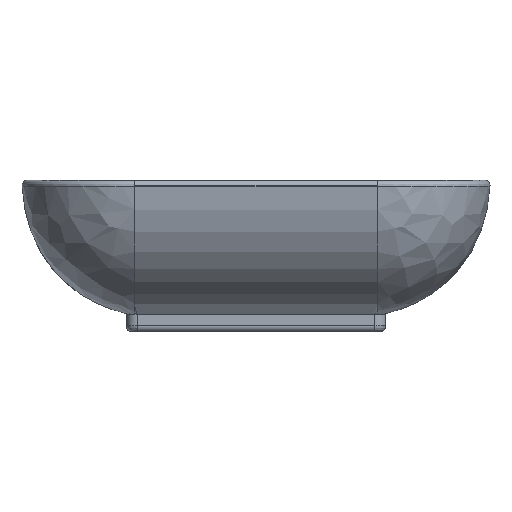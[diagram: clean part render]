
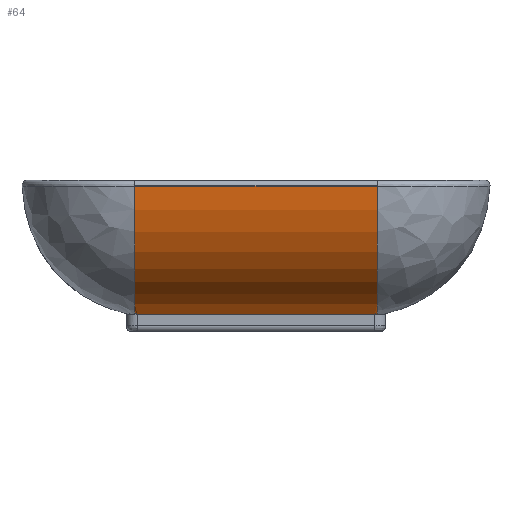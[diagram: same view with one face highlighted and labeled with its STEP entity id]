
A CAD part, left-side view. The second image highlights one B-rep face of the part: STEP entity #64.
In plain terms, the highlighted free-form (B-spline) face has degree [1, 3] with [2, 4] control points.
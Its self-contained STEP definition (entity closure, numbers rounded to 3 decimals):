
#64=ADVANCED_FACE('',(#239),#2508,.T.);
#239=FACE_OUTER_BOUND('',#414,.T.);
#414=EDGE_LOOP('',(#733,#734,#735,#736,#737,#738));
#733=ORIENTED_EDGE('',*,*,#1519,.F.);
#734=ORIENTED_EDGE('',*,*,#1511,.T.);
#735=ORIENTED_EDGE('',*,*,#1494,.T.);
#736=ORIENTED_EDGE('',*,*,#1520,.F.);
#737=ORIENTED_EDGE('',*,*,#1515,.T.);
#738=ORIENTED_EDGE('',*,*,#1518,.F.);
#1494=EDGE_CURVE('',#2313,#2314,#1836,.T.);
#1511=EDGE_CURVE('',#2330,#2313,#1851,.T.);
#1515=EDGE_CURVE('',#2331,#2332,#1853,.T.);
#1518=EDGE_CURVE('',#2334,#2332,#1856,.T.);
#1519=EDGE_CURVE('',#2330,#2334,#1857,.T.);
#1520=EDGE_CURVE('',#2331,#2314,#1858,.T.);
#1836=B_SPLINE_CURVE_WITH_KNOTS('',1,(#14770,#14771),.UNSPECIFIED.,.F.,
 .F.,(2,2),(-2.5,0.),.UNSPECIFIED.);
#1851=B_SPLINE_CURVE_WITH_KNOTS('',3,(#14885,#14886,#14887,#14888),
 .UNSPECIFIED.,.F.,.F.,(4,4),(-168.583,0.),.UNSPECIFIED.);
#1853=B_SPLINE_CURVE_WITH_KNOTS('',1,(#14899,#14900),.UNSPECIFIED.,.F.,
 .F.,(2,2),(-2.5,0.),.UNSPECIFIED.);
#1856=B_SPLINE_CURVE_WITH_KNOTS('',3,(#14920,#14921,#14922,#14923),
 .UNSPECIFIED.,.F.,.F.,(4,4),(-168.583,0.),.UNSPECIFIED.);
#1857=B_SPLINE_CURVE_WITH_KNOTS('',1,(#14924,#14925),.UNSPECIFIED.,.F.,
 .F.,(2,2),(-215.,0.),.UNSPECIFIED.);
#1858=B_SPLINE_CURVE_WITH_KNOTS('',1,(#14926,#14927),.UNSPECIFIED.,.F.,
 .F.,(2,2),(-210.,0.),.UNSPECIFIED.);
#2313=VERTEX_POINT('',#13966);
#2314=VERTEX_POINT('',#13967);
#2330=VERTEX_POINT('',#13983);
#2331=VERTEX_POINT('',#13984);
#2332=VERTEX_POINT('',#13985);
#2334=VERTEX_POINT('',#13987);
#2508=B_SPLINE_SURFACE_WITH_KNOTS('',1,3,((#5547,#5548,#5549,#5550),(#5551,
#5552,#5553,#5554)),.UNSPECIFIED.,.F.,.F.,.F.,(2,2),(4,4),(0.,
215.),(0.,174.878),.UNSPECIFIED.);
#5547=CARTESIAN_POINT('',(-205.008,102.59,23.));
#5548=CARTESIAN_POINT('',(-265.576,102.59,36.668));
#5549=CARTESIAN_POINT('',(-296.148,102.59,84.318));
#5550=CARTESIAN_POINT('',(-296.995,102.59,138.));
#5551=CARTESIAN_POINT('',(-205.008,-105.59,23.));
#5552=CARTESIAN_POINT('',(-265.576,-105.59,36.668));
#5553=CARTESIAN_POINT('',(-296.148,-105.59,84.318));
#5554=CARTESIAN_POINT('',(-296.995,-105.59,138.));
#13966=CARTESIAN_POINT('',(-205.008,102.59,23.));
#13967=CARTESIAN_POINT('',(-205.008,100.17,23.));
#13983=CARTESIAN_POINT('',(-296.82,102.59,132.838));
#13984=CARTESIAN_POINT('',(-205.008,-103.17,23.));
#13985=CARTESIAN_POINT('',(-205.008,-105.59,23.));
#13987=CARTESIAN_POINT('',(-296.82,-105.59,132.838));
#14770=CARTESIAN_POINT('',(-205.008,102.59,23.));
#14771=CARTESIAN_POINT('',(-205.008,100.17,23.));
#14885=CARTESIAN_POINT('',(-296.82,102.59,132.838));
#14886=CARTESIAN_POINT('',(-294.149,102.59,81.287));
#14887=CARTESIAN_POINT('',(-263.627,102.59,36.228));
#14888=CARTESIAN_POINT('',(-205.008,102.59,23.));
#14899=CARTESIAN_POINT('',(-205.008,-103.17,23.));
#14900=CARTESIAN_POINT('',(-205.008,-105.59,23.));
#14920=CARTESIAN_POINT('',(-296.82,-105.59,132.838));
#14921=CARTESIAN_POINT('',(-294.149,-105.59,81.287));
#14922=CARTESIAN_POINT('',(-263.627,-105.59,36.228));
#14923=CARTESIAN_POINT('',(-205.008,-105.59,23.));
#14924=CARTESIAN_POINT('',(-296.82,102.59,132.838));
#14925=CARTESIAN_POINT('',(-296.82,-105.59,132.838));
#14926=CARTESIAN_POINT('',(-205.008,-103.17,23.));
#14927=CARTESIAN_POINT('',(-205.008,100.17,23.));
